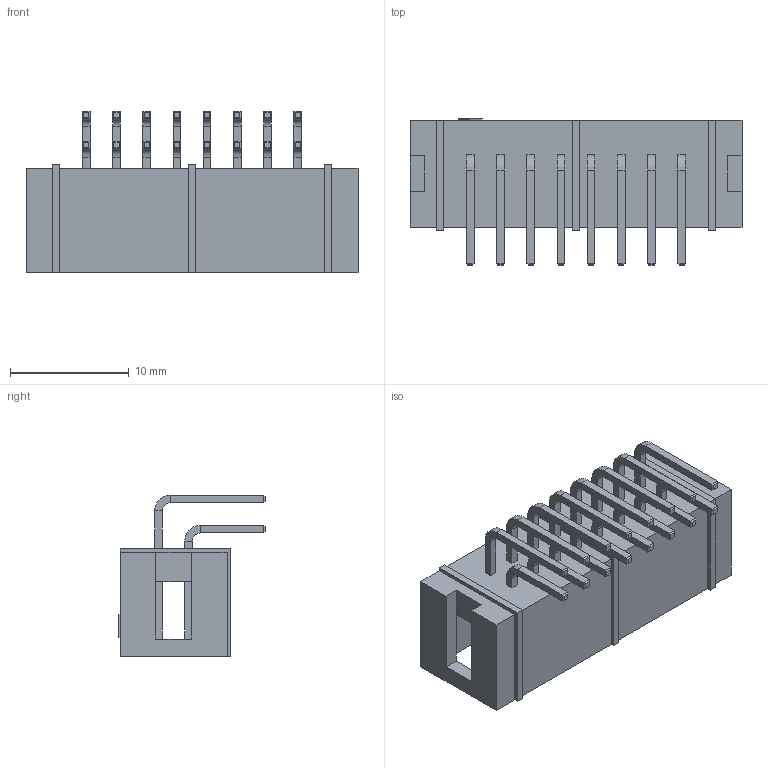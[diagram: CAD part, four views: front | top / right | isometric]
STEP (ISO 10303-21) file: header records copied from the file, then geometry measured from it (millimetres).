
FILE_DESCRIPTION (( 'STEP AP214' ), '1' );
FILE_NAME ('BHR-16.step', '2021-01-16T20:00:34', ( '' ), ( '' ), 'SwSTEP 2.0', 'SolidWorks 2020', '' );
FILE_SCHEMA (( 'AUTOMOTIVE_DESIGN' ));
Length unit declared in the file: millimetre
Products named in the file (1): BHR-16
Bounding box: 27.92 x 12.3 x 13.6 mm (x, y, z)
Volume: 1170.3 mm3; surface area: 2365 mm2
Topology: 17 solids, 17 shells, 529 faces, 1166 edges, 668 vertices
Faces by surface type: plane 497, cylinder 32
Entity records: 18686 total; most frequent: CARTESIAN_POINT 2364, ORIENTED_EDGE 2332, DIRECTION 2290, EDGE_CURVE 1166, VECTOR 1102, LINE 1102, VERTEX_POINT 668, AXIS2_PLACEMENT_3D 594
